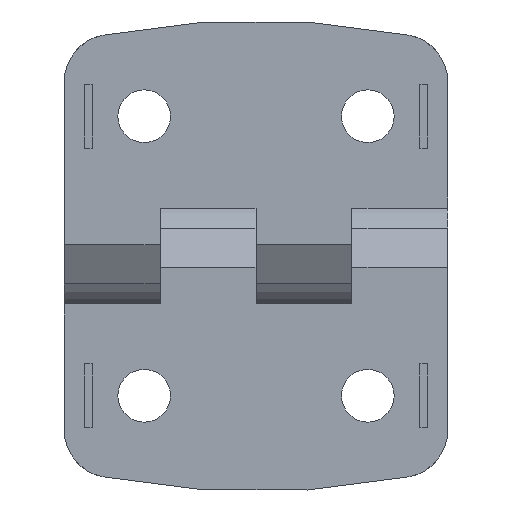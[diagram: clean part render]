
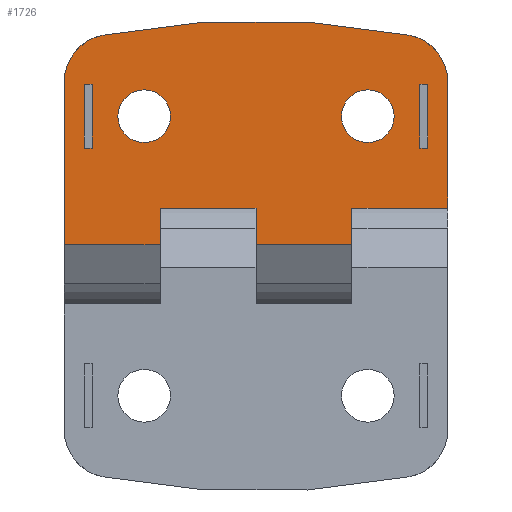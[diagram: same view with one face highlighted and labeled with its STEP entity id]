
A CAD part, left-side view. The second image highlights one B-rep face of the part: STEP entity #1726.
In plain terms, the highlighted planar face has unit normal (-1, 0, 0).
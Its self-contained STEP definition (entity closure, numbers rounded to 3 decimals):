
#529=CARTESIAN_POINT('',(0.,14.,17.5));
#530=DIRECTION('',(-1.,0.,0.));
#531=DIRECTION('',(0.,1.,0.));
#532=AXIS2_PLACEMENT_3D('',#529,#530,#531);
#537=CARTESIAN_POINT('',(0.,14.,17.5));
#538=DIRECTION('',(-1.,0.,0.));
#539=DIRECTION('',(0.,-1.,0.));
#540=AXIS2_PLACEMENT_3D('',#537,#538,#539);
#545=CARTESIAN_POINT('',(0.,-14.,17.5));
#546=DIRECTION('',(1.,0.,0.));
#547=DIRECTION('',(0.,-1.,0.));
#548=AXIS2_PLACEMENT_3D('',#545,#546,#547);
#553=CARTESIAN_POINT('',(0.,-14.,17.5));
#554=DIRECTION('',(1.,0.,0.));
#555=DIRECTION('',(0.,1.,0.));
#556=AXIS2_PLACEMENT_3D('',#553,#554,#555);
#561=DIRECTION('',(0.,0.,1.));
#562=VECTOR('',#561,4.585);
#563=CARTESIAN_POINT('',(0.,0.,1.415));
#564=LINE('',#563,#562);
#568=DIRECTION('',(0.,1.,0.));
#569=VECTOR('',#568,12.);
#570=CARTESIAN_POINT('',(0.,0.,6.));
#571=LINE('',#570,#569);
#575=DIRECTION('',(0.,0.,1.));
#576=VECTOR('',#575,4.585);
#577=CARTESIAN_POINT('',(0.,12.,1.415));
#578=LINE('',#577,#576);
#582=DIRECTION('',(0.,1.,0.));
#583=VECTOR('',#582,12.);
#584=CARTESIAN_POINT('',(0.,12.,1.415));
#585=LINE('',#584,#583);
#589=DIRECTION('',(0.,0.,1.));
#590=VECTOR('',#589,20.345);
#591=CARTESIAN_POINT('',(0.,24.,1.415));
#592=LINE('',#591,#590);
#596=CARTESIAN_POINT('',(0.,18.,21.761));
#597=DIRECTION('',(1.,0.,0.));
#598=DIRECTION('',(0.,1.,0.));
#599=AXIS2_PLACEMENT_3D('',#596,#597,#598);
#604=CARTESIAN_POINT('',(0.,0.,-70.5));
#605=DIRECTION('',(1.,0.,0.));
#606=DIRECTION('',(0.,0.191,0.981));
#607=AXIS2_PLACEMENT_3D('',#604,#605,#606);
#612=CARTESIAN_POINT('',(0.,-18.,21.761));
#613=DIRECTION('',(1.,0.,0.));
#614=DIRECTION('',(0.,-0.191,0.981));
#615=AXIS2_PLACEMENT_3D('',#612,#613,#614);
#620=DIRECTION('',(0.,0.,-1.));
#621=VECTOR('',#620,15.761);
#622=CARTESIAN_POINT('',(0.,-24.,21.761));
#623=LINE('',#622,#621);
#627=DIRECTION('',(0.,1.,0.));
#628=VECTOR('',#627,12.);
#629=CARTESIAN_POINT('',(0.,-24.,6.));
#630=LINE('',#629,#628);
#634=DIRECTION('',(0.,0.,1.));
#635=VECTOR('',#634,4.585);
#636=CARTESIAN_POINT('',(0.,-12.,1.415));
#637=LINE('',#636,#635);
#641=DIRECTION('',(0.,1.,0.));
#642=VECTOR('',#641,12.);
#643=CARTESIAN_POINT('',(0.,-12.,1.415));
#644=LINE('',#643,#642);
#648=DIRECTION('',(0.,0.,-1.));
#649=VECTOR('',#648,8.);
#650=CARTESIAN_POINT('',(0.,20.5,21.5));
#651=LINE('',#650,#649);
#655=DIRECTION('',(0.,-1.,0.));
#656=VECTOR('',#655,1.);
#657=CARTESIAN_POINT('',(0.,21.5,21.5));
#658=LINE('',#657,#656);
#662=DIRECTION('',(0.,0.,1.));
#663=VECTOR('',#662,8.);
#664=CARTESIAN_POINT('',(0.,21.5,13.5));
#665=LINE('',#664,#663);
#669=DIRECTION('',(0.,1.,0.));
#670=VECTOR('',#669,1.);
#671=CARTESIAN_POINT('',(0.,20.5,13.5));
#672=LINE('',#671,#670);
#676=DIRECTION('',(0.,-1.,0.));
#677=VECTOR('',#676,1.);
#678=CARTESIAN_POINT('',(0.,-20.5,21.5));
#679=LINE('',#678,#677);
#683=DIRECTION('',(0.,0.,1.));
#684=VECTOR('',#683,8.);
#685=CARTESIAN_POINT('',(0.,-20.5,13.5));
#686=LINE('',#685,#684);
#690=DIRECTION('',(0.,1.,0.));
#691=VECTOR('',#690,1.);
#692=CARTESIAN_POINT('',(0.,-21.5,13.5));
#693=LINE('',#692,#691);
#697=DIRECTION('',(0.,0.,-1.));
#698=VECTOR('',#697,8.);
#699=CARTESIAN_POINT('',(0.,-21.5,21.5));
#700=LINE('',#699,#698);
#1406=CARTESIAN_POINT('',(0.,-24.,21.761));
#1408=VERTEX_POINT('',#1406);
#1410=CARTESIAN_POINT('',(0.,24.,21.761));
#1412=VERTEX_POINT('',#1410);
#1414=CARTESIAN_POINT('',(0.,19.149,27.649));
#1415=VERTEX_POINT('',#1414);
#1416=CARTESIAN_POINT('',(0.,-19.149,27.649));
#1417=VERTEX_POINT('',#1416);
#1440=CARTESIAN_POINT('',(0.,17.3,17.5));
#1441=CARTESIAN_POINT('',(0.,10.7,17.5));
#1442=VERTEX_POINT('',#1440);
#1443=VERTEX_POINT('',#1441);
#1459=CARTESIAN_POINT('',(0.,-17.3,17.5));
#1460=CARTESIAN_POINT('',(0.,-10.7,17.5));
#1461=VERTEX_POINT('',#1459);
#1462=VERTEX_POINT('',#1460);
#1468=CARTESIAN_POINT('',(0.,24.,1.415));
#1469=VERTEX_POINT('',#1468);
#1475=CARTESIAN_POINT('',(0.,-24.,6.));
#1477=VERTEX_POINT('',#1475);
#1484=CARTESIAN_POINT('',(0.,-12.,1.415));
#1485=CARTESIAN_POINT('',(0.,-12.,6.));
#1486=VERTEX_POINT('',#1484);
#1487=VERTEX_POINT('',#1485);
#1500=CARTESIAN_POINT('',(0.,0.,1.415));
#1501=CARTESIAN_POINT('',(0.,0.,6.));
#1502=VERTEX_POINT('',#1500);
#1503=VERTEX_POINT('',#1501);
#1504=CARTESIAN_POINT('',(0.,12.,1.415));
#1505=CARTESIAN_POINT('',(0.,12.,6.));
#1506=VERTEX_POINT('',#1504);
#1507=VERTEX_POINT('',#1505);
#1540=CARTESIAN_POINT('',(0.,20.5,21.5));
#1541=CARTESIAN_POINT('',(0.,20.5,13.5));
#1542=VERTEX_POINT('',#1540);
#1543=VERTEX_POINT('',#1541);
#1544=CARTESIAN_POINT('',(0.,21.5,13.5));
#1545=VERTEX_POINT('',#1544);
#1546=CARTESIAN_POINT('',(0.,21.5,21.5));
#1547=VERTEX_POINT('',#1546);
#1556=CARTESIAN_POINT('',(0.,-20.5,21.5));
#1557=CARTESIAN_POINT('',(0.,-21.5,21.5));
#1558=VERTEX_POINT('',#1556);
#1559=VERTEX_POINT('',#1557);
#1560=CARTESIAN_POINT('',(0.,-21.5,13.5));
#1561=VERTEX_POINT('',#1560);
#1562=CARTESIAN_POINT('',(0.,-20.5,13.5));
#1563=VERTEX_POINT('',#1562);
#1667=CARTESIAN_POINT('',(0.,-24.,1.7));
#1668=DIRECTION('',(-1.,0.,0.));
#1669=DIRECTION('',(0.,0.,1.));
#1670=AXIS2_PLACEMENT_3D('',#1667,#1668,#1669);
#1671=PLANE('',#1670);
#1673=ORIENTED_EDGE('',*,*,#1672,.T.);
#1675=ORIENTED_EDGE('',*,*,#1674,.T.);
#1677=ORIENTED_EDGE('',*,*,#1676,.F.);
#1679=ORIENTED_EDGE('',*,*,#1678,.T.);
#1681=ORIENTED_EDGE('',*,*,#1680,.T.);
#1683=ORIENTED_EDGE('',*,*,#1682,.T.);
#1684=ORIENTED_EDGE('',*,*,#1660,.T.);
#1685=ORIENTED_EDGE('',*,*,#1628,.T.);
#1686=ORIENTED_EDGE('',*,*,#1571,.T.);
#1687=ORIENTED_EDGE('',*,*,#1592,.T.);
#1689=ORIENTED_EDGE('',*,*,#1688,.F.);
#1691=ORIENTED_EDGE('',*,*,#1690,.T.);
#1692=EDGE_LOOP('',(#1673,#1675,#1677,#1679,#1681,#1683,#1684,#1685,#1686,#1687,
#1689,#1691));
#1693=FACE_OUTER_BOUND('',#1692,.F.);
#1695=ORIENTED_EDGE('',*,*,#1694,.F.);
#1697=ORIENTED_EDGE('',*,*,#1696,.F.);
#1698=EDGE_LOOP('',(#1695,#1697));
#1699=FACE_BOUND('',#1698,.F.);
#1701=ORIENTED_EDGE('',*,*,#1700,.T.);
#1703=ORIENTED_EDGE('',*,*,#1702,.T.);
#1704=EDGE_LOOP('',(#1701,#1703));
#1705=FACE_BOUND('',#1704,.F.);
#1707=ORIENTED_EDGE('',*,*,#1706,.F.);
#1709=ORIENTED_EDGE('',*,*,#1708,.F.);
#1711=ORIENTED_EDGE('',*,*,#1710,.F.);
#1713=ORIENTED_EDGE('',*,*,#1712,.F.);
#1714=EDGE_LOOP('',(#1707,#1709,#1711,#1713));
#1715=FACE_BOUND('',#1714,.F.);
#1717=ORIENTED_EDGE('',*,*,#1716,.F.);
#1719=ORIENTED_EDGE('',*,*,#1718,.F.);
#1721=ORIENTED_EDGE('',*,*,#1720,.F.);
#1723=ORIENTED_EDGE('',*,*,#1722,.F.);
#1724=EDGE_LOOP('',(#1717,#1719,#1721,#1723));
#1725=FACE_BOUND('',#1724,.F.);
#533=CIRCLE('',#532,3.3);
#541=CIRCLE('',#540,3.3);
#549=CIRCLE('',#548,3.3);
#557=CIRCLE('',#556,3.3);
#600=CIRCLE('',#599,6.);
#608=CIRCLE('',#607,100.);
#616=CIRCLE('',#615,6.);
#1571=EDGE_CURVE('',#1408,#1477,#623,.T.);
#1592=EDGE_CURVE('',#1477,#1487,#630,.T.);
#1628=EDGE_CURVE('',#1417,#1408,#616,.T.);
#1660=EDGE_CURVE('',#1415,#1417,#608,.T.);
#1672=EDGE_CURVE('',#1502,#1503,#564,.T.);
#1674=EDGE_CURVE('',#1503,#1507,#571,.T.);
#1676=EDGE_CURVE('',#1506,#1507,#578,.T.);
#1678=EDGE_CURVE('',#1506,#1469,#585,.T.);
#1680=EDGE_CURVE('',#1469,#1412,#592,.T.);
#1682=EDGE_CURVE('',#1412,#1415,#600,.T.);
#1688=EDGE_CURVE('',#1486,#1487,#637,.T.);
#1690=EDGE_CURVE('',#1486,#1502,#644,.T.);
#1694=EDGE_CURVE('',#1461,#1462,#549,.T.);
#1696=EDGE_CURVE('',#1462,#1461,#557,.T.);
#1700=EDGE_CURVE('',#1442,#1443,#533,.T.);
#1702=EDGE_CURVE('',#1443,#1442,#541,.T.);
#1706=EDGE_CURVE('',#1542,#1543,#651,.T.);
#1708=EDGE_CURVE('',#1547,#1542,#658,.T.);
#1710=EDGE_CURVE('',#1545,#1547,#665,.T.);
#1712=EDGE_CURVE('',#1543,#1545,#672,.T.);
#1716=EDGE_CURVE('',#1558,#1559,#679,.T.);
#1718=EDGE_CURVE('',#1563,#1558,#686,.T.);
#1720=EDGE_CURVE('',#1561,#1563,#693,.T.);
#1722=EDGE_CURVE('',#1559,#1561,#700,.T.);
#1726=ADVANCED_FACE('',(#1693,#1699,#1705,#1715,#1725),#1671,.T.);
